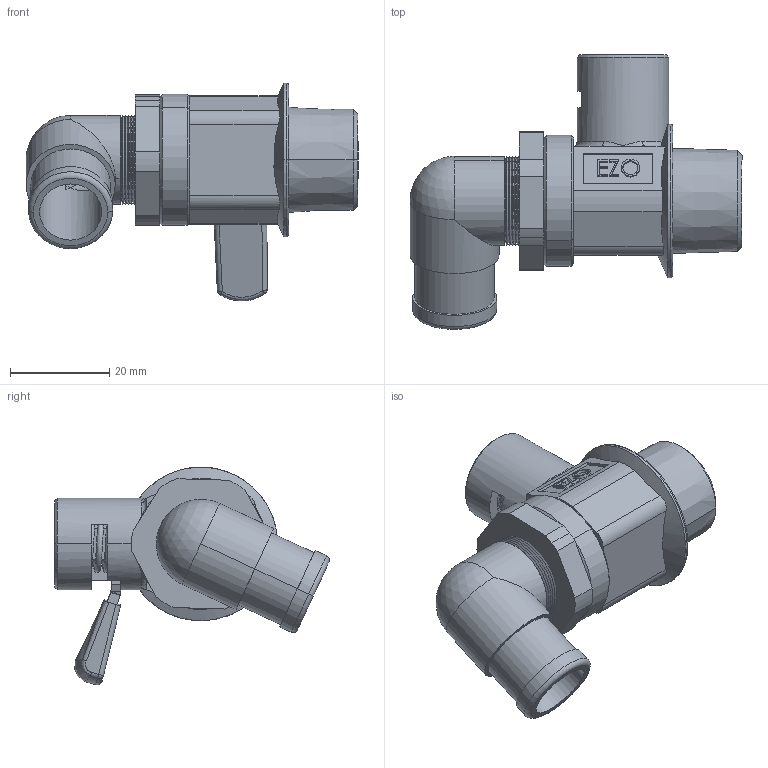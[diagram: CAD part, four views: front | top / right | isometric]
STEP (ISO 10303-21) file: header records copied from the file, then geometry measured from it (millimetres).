
FILE_DESCRIPTION (( 'STEP AP203' ), '1' );
FILE_NAME ('EZ-M-NPT-L.STEP', '2015-11-11T05:19:52', ( '微软用户' ), ( '微软中国' ), 'SwSTEP 2.0', 'SolidWorks 2010', '' );
FILE_SCHEMA (( 'CONFIG_CONTROL_DESIGN' ));
Length unit declared in the file: millimetre
Products named in the file (15): す菜; 球体; M概裔; M炵濬概极202; EZ-M-NPT-L; 粟銅; 縐銅; 忒梟L; 中号球座; 概裝; O型圈4.2-1.9; 15-1.8O型圈; 19.5-2O型圈; L-002俔芛; L-002俔芛甜簽
Assembly tree (15 placements, depth 2):
  EZ-M-NPT-L
    球体
    15-1.8O型圈
    M概裔
    L-002俔芛
    19.5-2O型圈
    忒梟L
    O型圈4.2-1.9
    中号球座  x2
    L-002俔芛甜簽
    粟銅
    M炵濬概极202
    す菜
    概裝
    縐銅
Bounding box: 67 x 55.42 x 43.96 mm (x, y, z)
Volume: 25782.1 mm3; surface area: 21188.3 mm2
Topology: 15 solids, 15 shells, 406 faces, 934 edges, 569 vertices
Faces by surface type: plane 128, cylinder 109, cone 109, torus 28, bspline 25, sphere 7
Entity records: 17614 total; most frequent: CARTESIAN_POINT 7041, DIRECTION 1962, ORIENTED_EDGE 1804, EDGE_CURVE 902, AXIS2_PLACEMENT_3D 772, VERTEX_POINT 552, EDGE_LOOP 434, LINE 418
